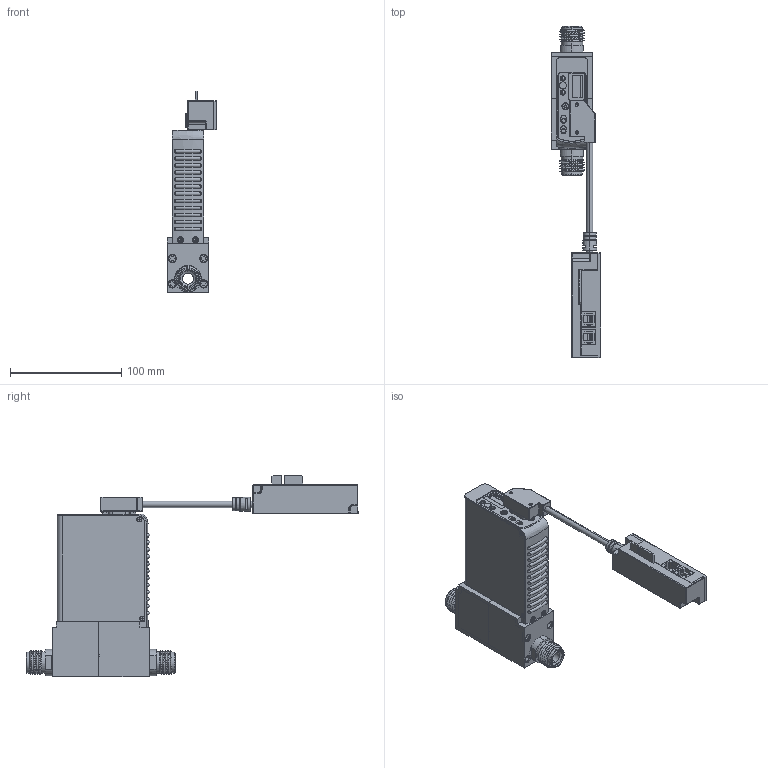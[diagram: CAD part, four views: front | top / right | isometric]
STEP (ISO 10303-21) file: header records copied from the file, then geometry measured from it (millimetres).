
FILE_DESCRIPTION (( 'STEP AP214' ), '1' );
FILE_NAME ('GF101-GF-121-GF126-V1-EX.STEP', '2021-08-18T18:35:31', ( '' ), ( '' ), 'SwSTEP 2.0', 'SolidWorks 2020', '' );
FILE_SCHEMA (( 'AUTOMOTIVE_DESIGN' ));
Length unit declared in the file: inch
Products named in the file (1): GF101-GF-121-GF126-V1-EX
Bounding box: 44.82 x 298.11 x 180.9 mm (x, y, z)
Volume: 112375.5 mm3; surface area: 124808.5 mm2
Topology: 204 solids, 204 shells, 3429 faces, 8451 edges, 5507 vertices
Faces by surface type: plane 1654, bspline 1082, cylinder 402, cone 226, sphere 34, torus 31
Entity records: 136141 total; most frequent: CARTESIAN_POINT 39664, ORIENTED_EDGE 16826, DIRECTION 11822, EDGE_CURVE 8413, VERTEX_POINT 5503, VECTOR 4920, LINE 4920, EDGE_LOOP 3678
